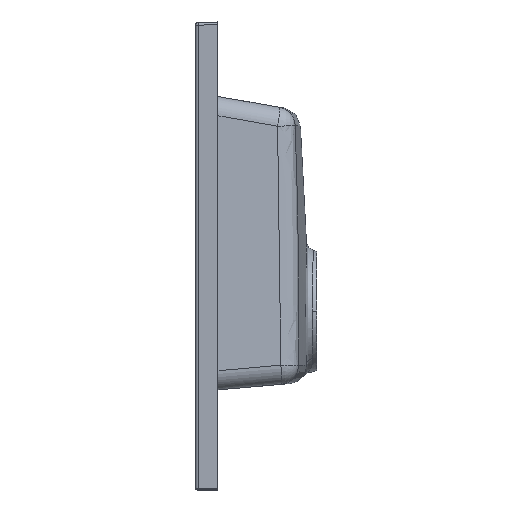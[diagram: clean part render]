
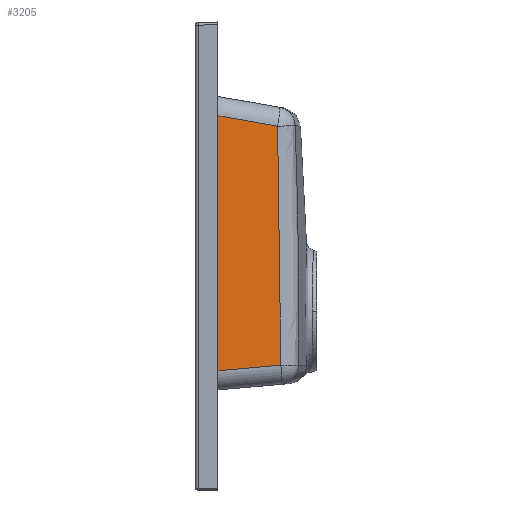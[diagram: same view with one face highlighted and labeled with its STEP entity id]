
A CAD part, left-side view. The second image highlights one B-rep face of the part: STEP entity #3205.
In plain terms, the highlighted planar face has unit normal (-0.996, -0.087, 0).
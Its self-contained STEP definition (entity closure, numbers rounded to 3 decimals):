
#324 = DIRECTION ( 'NONE',  ( 0.087, -0.992, 0.087 ) ) ;
#520 = VERTEX_POINT ( 'NONE', #5436 ) ;
#729 = CARTESIAN_POINT ( 'NONE',  ( -258.614, -50.7, 208.26 ) ) ;
#787 = LINE ( 'NONE', #729, #1291 ) ;
#1291 = VECTOR ( 'NONE', #1788, 1000. ) ;
#1358 = ORIENTED_EDGE ( 'NONE', *, *, #4657, .T. ) ;
#1502 = DIRECTION ( 'NONE',  ( 0., 0., -1. ) ) ;
#1582 = CARTESIAN_POINT ( 'NONE',  ( -255.217, -89.529, 201.413 ) ) ;
#1788 = DIRECTION ( 'NONE',  ( -0.086, 0.981, 0.173 ) ) ;
#1932 = CARTESIAN_POINT ( 'NONE',  ( -261.673, -15.739, -65.753 ) ) ;
#2425 = CARTESIAN_POINT ( 'NONE',  ( -255.087, -91.017, 158.025 ) ) ;
#3205 = ADVANCED_FACE ( 'NONE', ( #5797 ), #8397, .T. ) ;
#3227 = DIRECTION ( 'NONE',  ( 0.087, -0.996, 0. ) ) ;
#3824 = EDGE_CURVE ( 'NONE', #6409, #520, #787, .T. ) ;
#3964 = CARTESIAN_POINT ( 'NONE',  ( -261.673, -15.739, -65.992 ) ) ;
#4170 = VERTEX_POINT ( 'NONE', #7521 ) ;
#4591 = VECTOR ( 'NONE', #1502, 1000. ) ;
#4657 = EDGE_CURVE ( 'NONE', #4690, #4170, #9553, .T. ) ;
#4690 = VERTEX_POINT ( 'NONE', #1932 ) ;
#5088 = ORIENTED_EDGE ( 'NONE', *, *, #3824, .T. ) ;
#5436 = CARTESIAN_POINT ( 'NONE',  ( -261.673, -15.739, 214.424 ) ) ;
#5797 = FACE_OUTER_BOUND ( 'NONE', #10093, .T. ) ;
#6171 = B_SPLINE_CURVE_WITH_KNOTS ( 'NONE', 3,
 ( #9209, #10049, #7603, #9942, #6657, #8224, #2425, #1582 ),
 .UNSPECIFIED., .F., .F.,
 ( 4, 2, 2, 4 ),
 ( 0., 0.065, 0.13, 0.26 ),
 .UNSPECIFIED. ) ;
#6409 = VERTEX_POINT ( 'NONE', #7171 ) ;
#6622 = CARTESIAN_POINT ( 'NONE',  ( -262.951, -1.133, -75. ) ) ;
#6657 = CARTESIAN_POINT ( 'NONE',  ( -254.893, -93.235, 49.536 ) ) ;
#6767 = ORIENTED_EDGE ( 'NONE', *, *, #9527, .T. ) ;
#7171 = CARTESIAN_POINT ( 'NONE',  ( -255.217, -89.529, 201.413 ) ) ;
#7305 = ORIENTED_EDGE ( 'NONE', *, *, #8385, .T. ) ;
#7521 = CARTESIAN_POINT ( 'NONE',  ( -254.907, -93.075, -58.987 ) ) ;
#7603 = CARTESIAN_POINT ( 'NONE',  ( -254.871, -93.486, -15.573 ) ) ;
#7673 = DIRECTION ( 'NONE',  ( -0.996, -0.087, 0. ) ) ;
#7946 = CARTESIAN_POINT ( 'NONE',  ( -263.011, -0.446, -67.091 ) ) ;
#8224 = CARTESIAN_POINT ( 'NONE',  ( -254.98, -92.237, 114.634 ) ) ;
#8385 = EDGE_CURVE ( 'NONE', #520, #4690, #9864, .T. ) ;
#8397 = PLANE ( 'NONE',  #9104 ) ;
#9104 = AXIS2_PLACEMENT_3D ( 'NONE', #6622, #7673, #3227 ) ;
#9209 = CARTESIAN_POINT ( 'NONE',  ( -254.907, -93.075, -58.987 ) ) ;
#9527 = EDGE_CURVE ( 'NONE', #4170, #6409, #6171, .T. ) ;
#9553 = LINE ( 'NONE', #7946, #9652 ) ;
#9652 = VECTOR ( 'NONE', #324, 1000. ) ;
#9864 = LINE ( 'NONE', #3964, #4591 ) ;
#9942 = CARTESIAN_POINT ( 'NONE',  ( -254.876, -93.427, 27.834 ) ) ;
#10049 = CARTESIAN_POINT ( 'NONE',  ( -254.882, -93.355, -37.279 ) ) ;
#10093 = EDGE_LOOP ( 'NONE', ( #5088, #7305, #1358, #6767 ) ) ;
